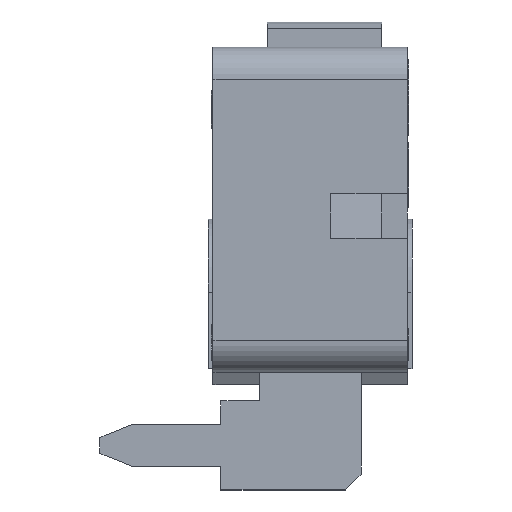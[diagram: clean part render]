
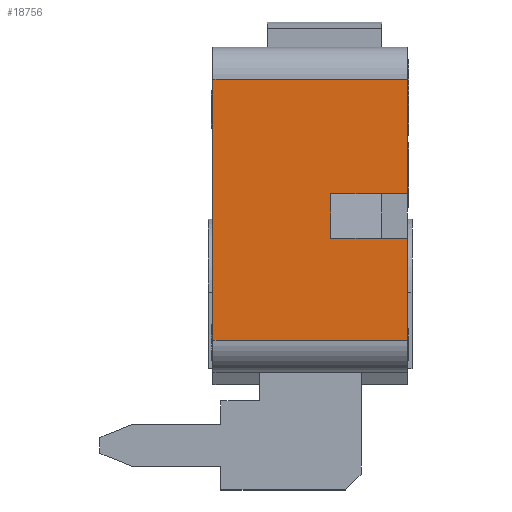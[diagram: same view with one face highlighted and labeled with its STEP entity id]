
A CAD part, left-side view. The second image highlights one B-rep face of the part: STEP entity #18756.
In plain terms, the highlighted planar face has unit normal (-1, 0, 0).
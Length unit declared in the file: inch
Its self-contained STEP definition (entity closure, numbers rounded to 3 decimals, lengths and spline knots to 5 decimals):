
#1703=CARTESIAN_POINT('',(-0.20079,-0.24016,0.12205));
#1704=VERTEX_POINT('',#1703);
#1711=CARTESIAN_POINT('',(-0.20079,-0.14567,0.12205));
#1712=VERTEX_POINT('',#1711);
#1713=CARTESIAN_POINT('',(-0.20079,-0.14567,0.12205));
#1714=DIRECTION('',(0.0,-1.0,0.0));
#1715=VECTOR('',#1714,0.09449);
#1716=LINE('',#1713,#1715);
#1717=EDGE_CURVE('',#1712,#1704,#1716,.T.);
#15348=CARTESIAN_POINT('',(-0.20079,-0.24016,0.06693));
#15349=VERTEX_POINT('',#15348);
#15356=CARTESIAN_POINT('',(-0.20079,-0.24016,-0.05906));
#15357=VERTEX_POINT('',#15356);
#15358=CARTESIAN_POINT('',(-0.20079,-0.24016,-0.05906));
#15359=DIRECTION('',(0.0,0.0,1.0));
#15360=VECTOR('',#15359,0.12598);
#15361=LINE('',#15358,#15360);
#15362=EDGE_CURVE('',#15357,#15349,#15361,.T.);
#15518=CARTESIAN_POINT('',(-0.20079,-0.24016,0.26378));
#15519=VERTEX_POINT('',#15518);
#15527=CARTESIAN_POINT('',(-0.20079,-0.24016,0.12205));
#15528=DIRECTION('',(0.0,0.0,1.0));
#15529=VECTOR('',#15528,0.14173);
#15530=LINE('',#15527,#15529);
#15531=EDGE_CURVE('',#1704,#15519,#15530,.T.);
#16281=CARTESIAN_POINT('',(-0.20079,-0.14567,0.06693));
#16282=VERTEX_POINT('',#16281);
#16291=CARTESIAN_POINT('',(-0.20079,-0.24016,0.06693));
#16292=DIRECTION('',(0.0,1.0,0.0));
#16293=VECTOR('',#16292,0.09449);
#16294=LINE('',#16291,#16293);
#16295=EDGE_CURVE('',#15349,#16282,#16294,.T.);
#16998=CARTESIAN_POINT('',(-0.20079,0.0,-0.05906));
#16999=VERTEX_POINT('',#16998);
#17007=CARTESIAN_POINT('',(-0.20079,0.0,0.26378));
#17008=VERTEX_POINT('',#17007);
#17009=CARTESIAN_POINT('',(-0.20079,0.0,0.26378));
#17010=DIRECTION('',(0.0,0.0,-1.0));
#17011=VECTOR('',#17010,0.32283);
#17012=LINE('',#17009,#17011);
#17013=EDGE_CURVE('',#17008,#16999,#17012,.T.);
#18720=CARTESIAN_POINT('',(-0.20079,-0.14567,0.06693));
#18721=DIRECTION('',(0.0,0.0,1.0));
#18722=VECTOR('',#18721,0.05512);
#18723=LINE('',#18720,#18722);
#18724=EDGE_CURVE('',#16282,#1712,#18723,.T.);
#18731=CARTESIAN_POINT('',(-0.20079,-0.25217,-0.0752));
#18732=DIRECTION('',(-1.0,0.0,0.0));
#18733=DIRECTION('',(0.0,0.0,1.0));
#18734=AXIS2_PLACEMENT_3D('',#18731,#18732,#18733);
#18735=PLANE('',#18734);
#18736=ORIENTED_EDGE('',*,*,#17013,.T.);
#18737=CARTESIAN_POINT('',(-0.20079,-0.24016,-0.05906));
#18738=DIRECTION('',(0.0,1.0,0.0));
#18739=VECTOR('',#18738,0.24016);
#18740=LINE('',#18737,#18739);
#18741=EDGE_CURVE('',#15357,#16999,#18740,.T.);
#18742=ORIENTED_EDGE('',*,*,#18741,.F.);
#18743=ORIENTED_EDGE('',*,*,#15362,.T.);
#18744=ORIENTED_EDGE('',*,*,#16295,.T.);
#18745=ORIENTED_EDGE('',*,*,#18724,.T.);
#18746=ORIENTED_EDGE('',*,*,#1717,.T.);
#18747=ORIENTED_EDGE('',*,*,#15531,.T.);
#18748=CARTESIAN_POINT('',(-0.20079,-0.24016,0.26378));
#18749=DIRECTION('',(0.0,1.0,0.0));
#18750=VECTOR('',#18749,0.24016);
#18751=LINE('',#18748,#18750);
#18752=EDGE_CURVE('',#15519,#17008,#18751,.T.);
#18753=ORIENTED_EDGE('',*,*,#18752,.T.);
#18754=EDGE_LOOP('',(#18736,#18742,#18743,#18744,#18745,#18746,#18747,#18753));
#18755=FACE_OUTER_BOUND('',#18754,.T.);
#18756=ADVANCED_FACE('',(#18755),#18735,.T.);
